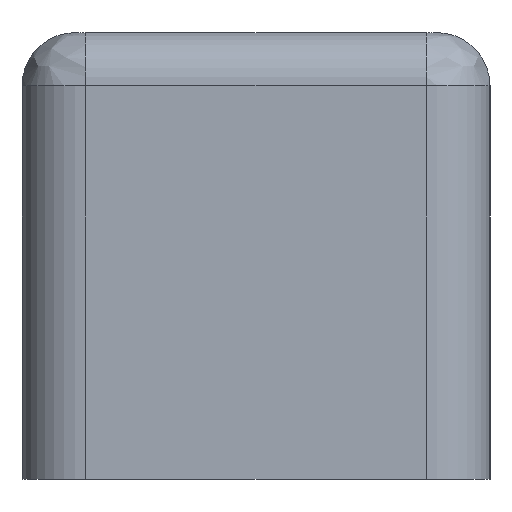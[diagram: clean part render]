
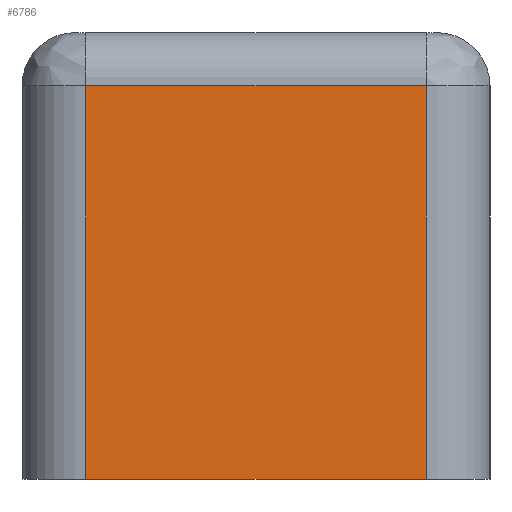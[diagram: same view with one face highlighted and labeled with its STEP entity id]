
A CAD part, left-side view. The second image highlights one B-rep face of the part: STEP entity #6786.
In plain terms, the highlighted planar face has unit normal (-1, 0, 0).
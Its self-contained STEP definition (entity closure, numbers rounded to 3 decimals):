
#556=LINE('',#12891,#1022);
#560=LINE('',#12928,#1026);
#567=LINE('',#12949,#1033);
#575=LINE('',#12969,#1041);
#1022=VECTOR('',#9839,10.);
#1026=VECTOR('',#9861,10.);
#1033=VECTOR('',#9884,10.);
#1041=VECTOR('',#9910,10.);
#1664=FACE_OUTER_BOUND('',#2051,.T.);
#2051=EDGE_LOOP('',(#6290,#6291,#6292,#6293));
#3200=VERTEX_POINT('',#12881);
#3202=VERTEX_POINT('',#12887);
#3209=VERTEX_POINT('',#12926);
#3215=VERTEX_POINT('',#12947);
#4212=EDGE_CURVE('',#3200,#3202,#556,.T.);
#4223=EDGE_CURVE('',#3209,#3200,#560,.T.);
#4233=EDGE_CURVE('',#3215,#3209,#567,.T.);
#4243=EDGE_CURVE('',#3215,#3202,#575,.T.);
#6290=ORIENTED_EDGE('',*,*,#4212,.F.);
#6291=ORIENTED_EDGE('',*,*,#4223,.F.);
#6292=ORIENTED_EDGE('',*,*,#4233,.F.);
#6293=ORIENTED_EDGE('',*,*,#4243,.T.);
#6410=PLANE('',#7683);
#6786=ADVANCED_FACE('',(#1664),#6410,.T.);
#7683=AXIS2_PLACEMENT_3D('',#12970,#9911,#9912);
#9839=DIRECTION('',(0.,-1.,0.));
#9861=DIRECTION('',(0.,0.,1.));
#9884=DIRECTION('',(0.,1.,0.));
#9910=DIRECTION('',(0.,0.,1.));
#9911=DIRECTION('center_axis',(-1.,0.,0.));
#9912=DIRECTION('ref_axis',(0.,-1.,0.));
#12881=CARTESIAN_POINT('',(-86.,8.,15.5));
#12887=CARTESIAN_POINT('',(-86.,-8.,15.5));
#12891=CARTESIAN_POINT('',(-86.,4.,15.5));
#12926=CARTESIAN_POINT('',(-86.,8.,-3.));
#12928=CARTESIAN_POINT('',(-86.,8.,15.));
#12947=CARTESIAN_POINT('',(-86.,-8.,-3.));
#12949=CARTESIAN_POINT('',(-86.,8.,-3.));
#12969=CARTESIAN_POINT('',(-86.,-8.,15.));
#12970=CARTESIAN_POINT('Origin',(-86.,8.,15.));
